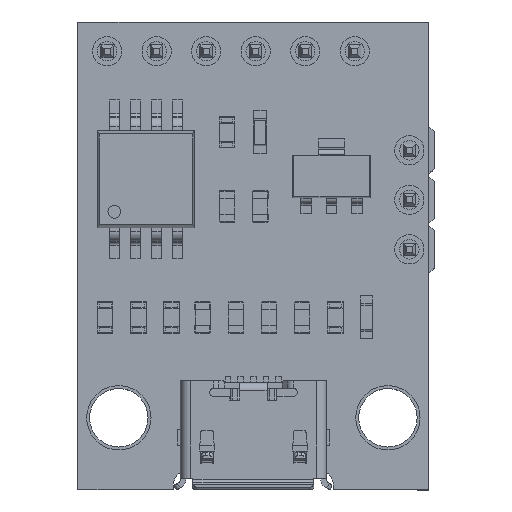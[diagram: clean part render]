
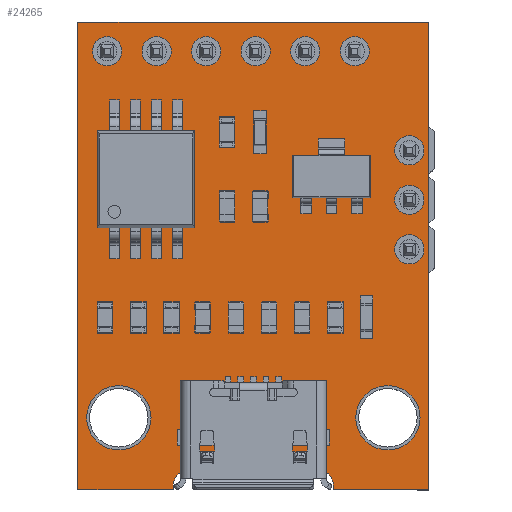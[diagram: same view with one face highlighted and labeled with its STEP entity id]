
A CAD part, top view. The second image highlights one B-rep face of the part: STEP entity #24265.
In plain terms, the highlighted planar face has unit normal (0, 0, 1).
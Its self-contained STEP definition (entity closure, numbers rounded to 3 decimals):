
#557=FACE_BOUND('',#3246,.T.);
#558=FACE_BOUND('',#3247,.T.);
#559=FACE_BOUND('',#3248,.T.);
#560=FACE_BOUND('',#3249,.T.);
#561=FACE_BOUND('',#3250,.T.);
#562=FACE_BOUND('',#3251,.T.);
#563=FACE_BOUND('',#3252,.T.);
#564=FACE_BOUND('',#3253,.T.);
#565=FACE_BOUND('',#3254,.T.);
#566=FACE_BOUND('',#3255,.T.);
#567=FACE_BOUND('',#3256,.T.);
#675=PLANE('',#26126);
#1753=FACE_OUTER_BOUND('',#3245,.T.);
#3245=EDGE_LOOP('',(#17119,#17120,#17121,#17122,#17123,#17124,#17125,#17126,
#17127,#17128));
#3246=EDGE_LOOP('',(#17129));
#3247=EDGE_LOOP('',(#17130));
#3248=EDGE_LOOP('',(#17131));
#3249=EDGE_LOOP('',(#17132));
#3250=EDGE_LOOP('',(#17133));
#3251=EDGE_LOOP('',(#17134));
#3252=EDGE_LOOP('',(#17135));
#3253=EDGE_LOOP('',(#17136));
#3254=EDGE_LOOP('',(#17137));
#3255=EDGE_LOOP('',(#17138));
#3256=EDGE_LOOP('',(#17139));
#4635=LINE('',#35817,#7386);
#4638=LINE('',#35825,#7389);
#4641=LINE('',#35833,#7392);
#4643=LINE('',#35837,#7394);
#4645=LINE('',#35841,#7396);
#4647=LINE('',#35845,#7398);
#4649=LINE('',#35849,#7400);
#4651=LINE('',#35852,#7402);
#7386=VECTOR('',#28739,10.);
#7389=VECTOR('',#28748,10.);
#7392=VECTOR('',#28757,10.);
#7394=VECTOR('',#28761,10.);
#7396=VECTOR('',#28765,10.);
#7398=VECTOR('',#28769,10.);
#7400=VECTOR('',#28773,10.);
#7402=VECTOR('',#28777,10.);
#10142=CIRCLE('',#25996,0.75);
#10177=CIRCLE('',#26055,1.65);
#10180=CIRCLE('',#26060,1.65);
#10183=CIRCLE('',#26065,0.75);
#10186=CIRCLE('',#26070,0.75);
#10189=CIRCLE('',#26075,0.75);
#10192=CIRCLE('',#26080,0.75);
#10195=CIRCLE('',#26085,0.75);
#10198=CIRCLE('',#26090,0.75);
#10201=CIRCLE('',#26095,0.75);
#10204=CIRCLE('',#26100,0.75);
#10207=CIRCLE('',#26116,0.75);
#10208=CIRCLE('',#26119,0.75);
#10852=VERTEX_POINT('',#35582);
#10895=VERTEX_POINT('',#35704);
#10898=VERTEX_POINT('',#35713);
#10901=VERTEX_POINT('',#35722);
#10904=VERTEX_POINT('',#35731);
#10907=VERTEX_POINT('',#35740);
#10910=VERTEX_POINT('',#35749);
#10913=VERTEX_POINT('',#35758);
#10916=VERTEX_POINT('',#35767);
#10919=VERTEX_POINT('',#35776);
#10922=VERTEX_POINT('',#35785);
#10925=VERTEX_POINT('',#35814);
#10926=VERTEX_POINT('',#35816);
#10927=VERTEX_POINT('',#35820);
#10928=VERTEX_POINT('',#35824);
#10929=VERTEX_POINT('',#35828);
#10930=VERTEX_POINT('',#35832);
#10931=VERTEX_POINT('',#35836);
#10932=VERTEX_POINT('',#35840);
#10933=VERTEX_POINT('',#35844);
#10934=VERTEX_POINT('',#35848);
#13199=EDGE_CURVE('',#10852,#10852,#10142,.T.);
#13254=EDGE_CURVE('',#10895,#10895,#10177,.T.);
#13258=EDGE_CURVE('',#10898,#10898,#10180,.T.);
#13262=EDGE_CURVE('',#10901,#10901,#10183,.T.);
#13266=EDGE_CURVE('',#10904,#10904,#10186,.T.);
#13270=EDGE_CURVE('',#10907,#10907,#10189,.T.);
#13274=EDGE_CURVE('',#10910,#10910,#10192,.T.);
#13278=EDGE_CURVE('',#10913,#10913,#10195,.T.);
#13282=EDGE_CURVE('',#10916,#10916,#10198,.T.);
#13286=EDGE_CURVE('',#10919,#10919,#10201,.T.);
#13290=EDGE_CURVE('',#10922,#10922,#10204,.T.);
#13305=EDGE_CURVE('',#10926,#10925,#4635,.T.);
#13307=EDGE_CURVE('',#10927,#10926,#10207,.T.);
#13309=EDGE_CURVE('',#10928,#10927,#4638,.T.);
#13311=EDGE_CURVE('',#10929,#10928,#10208,.T.);
#13313=EDGE_CURVE('',#10930,#10929,#4641,.T.);
#13315=EDGE_CURVE('',#10931,#10930,#4643,.T.);
#13317=EDGE_CURVE('',#10932,#10931,#4645,.T.);
#13319=EDGE_CURVE('',#10933,#10932,#4647,.T.);
#13321=EDGE_CURVE('',#10934,#10933,#4649,.T.);
#13323=EDGE_CURVE('',#10925,#10934,#4651,.T.);
#17119=ORIENTED_EDGE('',*,*,#13323,.T.);
#17120=ORIENTED_EDGE('',*,*,#13321,.T.);
#17121=ORIENTED_EDGE('',*,*,#13319,.T.);
#17122=ORIENTED_EDGE('',*,*,#13317,.T.);
#17123=ORIENTED_EDGE('',*,*,#13315,.T.);
#17124=ORIENTED_EDGE('',*,*,#13313,.T.);
#17125=ORIENTED_EDGE('',*,*,#13311,.T.);
#17126=ORIENTED_EDGE('',*,*,#13309,.T.);
#17127=ORIENTED_EDGE('',*,*,#13307,.T.);
#17128=ORIENTED_EDGE('',*,*,#13305,.T.);
#17129=ORIENTED_EDGE('',*,*,#13199,.T.);
#17130=ORIENTED_EDGE('',*,*,#13254,.T.);
#17131=ORIENTED_EDGE('',*,*,#13258,.T.);
#17132=ORIENTED_EDGE('',*,*,#13262,.T.);
#17133=ORIENTED_EDGE('',*,*,#13266,.T.);
#17134=ORIENTED_EDGE('',*,*,#13270,.T.);
#17135=ORIENTED_EDGE('',*,*,#13274,.T.);
#17136=ORIENTED_EDGE('',*,*,#13278,.T.);
#17137=ORIENTED_EDGE('',*,*,#13282,.T.);
#17138=ORIENTED_EDGE('',*,*,#13286,.T.);
#17139=ORIENTED_EDGE('',*,*,#13290,.T.);
#24265=ADVANCED_FACE('',(#1753,#557,#558,#559,#560,#561,#562,#563,#564,
#565,#566,#567),#675,.T.);
#25996=AXIS2_PLACEMENT_3D('',#35583,#28460,#28461);
#26055=AXIS2_PLACEMENT_3D('',#35705,#28598,#28599);
#26060=AXIS2_PLACEMENT_3D('',#35714,#28609,#28610);
#26065=AXIS2_PLACEMENT_3D('',#35723,#28620,#28621);
#26070=AXIS2_PLACEMENT_3D('',#35732,#28631,#28632);
#26075=AXIS2_PLACEMENT_3D('',#35741,#28642,#28643);
#26080=AXIS2_PLACEMENT_3D('',#35750,#28653,#28654);
#26085=AXIS2_PLACEMENT_3D('',#35759,#28664,#28665);
#26090=AXIS2_PLACEMENT_3D('',#35768,#28675,#28676);
#26095=AXIS2_PLACEMENT_3D('',#35777,#28686,#28687);
#26100=AXIS2_PLACEMENT_3D('',#35786,#28697,#28698);
#26116=AXIS2_PLACEMENT_3D('',#35821,#28743,#28744);
#26119=AXIS2_PLACEMENT_3D('',#35829,#28752,#28753);
#26126=AXIS2_PLACEMENT_3D('',#35853,#28778,#28779);
#28460=DIRECTION('center_axis',(0.,0.,-1.));
#28461=DIRECTION('ref_axis',(1.,0.,0.));
#28598=DIRECTION('center_axis',(0.,0.,-1.));
#28599=DIRECTION('ref_axis',(-1.,0.,0.));
#28609=DIRECTION('center_axis',(0.,0.,-1.));
#28610=DIRECTION('ref_axis',(-1.,0.,0.));
#28620=DIRECTION('center_axis',(0.,0.,-1.));
#28621=DIRECTION('ref_axis',(-1.,0.,0.));
#28631=DIRECTION('center_axis',(0.,0.,-1.));
#28632=DIRECTION('ref_axis',(-1.,0.,0.));
#28642=DIRECTION('center_axis',(0.,0.,-1.));
#28643=DIRECTION('ref_axis',(-1.,0.,0.));
#28653=DIRECTION('center_axis',(0.,0.,-1.));
#28654=DIRECTION('ref_axis',(-1.,0.,0.));
#28664=DIRECTION('center_axis',(0.,0.,-1.));
#28665=DIRECTION('ref_axis',(-1.,0.,0.));
#28675=DIRECTION('center_axis',(0.,0.,-1.));
#28676=DIRECTION('ref_axis',(-1.,0.,0.));
#28686=DIRECTION('center_axis',(0.,0.,-1.));
#28687=DIRECTION('ref_axis',(-1.,0.,0.));
#28697=DIRECTION('center_axis',(0.,0.,-1.));
#28698=DIRECTION('ref_axis',(-1.,0.,0.));
#28739=DIRECTION('',(0.,1.,0.));
#28743=DIRECTION('center_axis',(0.,0.,-1.));
#28744=DIRECTION('ref_axis',(-1.,0.,0.));
#28748=DIRECTION('',(-1.,0.,0.));
#28752=DIRECTION('center_axis',(0.,0.,-1.));
#28753=DIRECTION('ref_axis',(0.,-1.,0.));
#28757=DIRECTION('',(0.,-1.,0.));
#28761=DIRECTION('',(-1.,0.,0.));
#28765=DIRECTION('',(0.,1.,0.));
#28769=DIRECTION('',(1.,0.,0.));
#28773=DIRECTION('',(0.,-1.,0.));
#28777=DIRECTION('',(-1.,0.,0.));
#28778=DIRECTION('center_axis',(0.,0.,1.));
#28779=DIRECTION('ref_axis',(1.,0.,0.));
#35582=CARTESIAN_POINT('',(0.25,6.58,1.3));
#35583=CARTESIAN_POINT('Origin',(1.,6.58,1.3));
#35704=CARTESIAN_POINT('',(3.75,20.3,1.3));
#35705=CARTESIAN_POINT('Origin',(2.1,20.3,1.3));
#35713=CARTESIAN_POINT('',(17.55,20.3,1.3));
#35714=CARTESIAN_POINT('Origin',(15.9,20.3,1.3));
#35722=CARTESIAN_POINT('',(1.75,9.12,1.3));
#35723=CARTESIAN_POINT('Origin',(1.,9.12,1.3));
#35731=CARTESIAN_POINT('',(4.55,1.5,1.3));
#35732=CARTESIAN_POINT('Origin',(3.8,1.5,1.3));
#35740=CARTESIAN_POINT('',(9.63,1.5,1.3));
#35741=CARTESIAN_POINT('Origin',(8.88,1.5,1.3));
#35749=CARTESIAN_POINT('',(14.71,1.5,1.3));
#35750=CARTESIAN_POINT('Origin',(13.96,1.5,1.3));
#35758=CARTESIAN_POINT('',(1.75,11.66,1.3));
#35759=CARTESIAN_POINT('Origin',(1.,11.66,1.3));
#35767=CARTESIAN_POINT('',(7.09,1.5,1.3));
#35768=CARTESIAN_POINT('Origin',(6.34,1.5,1.3));
#35776=CARTESIAN_POINT('',(12.17,1.5,1.3));
#35777=CARTESIAN_POINT('Origin',(11.42,1.5,1.3));
#35785=CARTESIAN_POINT('',(17.25,1.5,1.3));
#35786=CARTESIAN_POINT('Origin',(16.5,1.5,1.3));
#35814=CARTESIAN_POINT('',(4.9,24.,1.3));
#35816=CARTESIAN_POINT('',(4.9,23.75,1.3));
#35817=CARTESIAN_POINT('',(4.9,24.,1.3));
#35820=CARTESIAN_POINT('',(5.65,23.,1.3));
#35821=CARTESIAN_POINT('Origin',(5.65,23.75,1.3));
#35824=CARTESIAN_POINT('',(12.35,23.,1.3));
#35825=CARTESIAN_POINT('',(5.65,23.,1.3));
#35828=CARTESIAN_POINT('',(13.1,23.75,1.3));
#35829=CARTESIAN_POINT('Origin',(12.35,23.75,1.3));
#35832=CARTESIAN_POINT('',(13.1,24.,1.3));
#35833=CARTESIAN_POINT('',(13.1,23.75,1.3));
#35836=CARTESIAN_POINT('',(18.,24.,1.3));
#35837=CARTESIAN_POINT('',(18.,24.,1.3));
#35840=CARTESIAN_POINT('',(18.,0.,1.3));
#35841=CARTESIAN_POINT('',(18.,0.,1.3));
#35844=CARTESIAN_POINT('',(0.,0.,1.3));
#35845=CARTESIAN_POINT('',(0.,0.,1.3));
#35848=CARTESIAN_POINT('',(0.,24.,1.3));
#35849=CARTESIAN_POINT('',(0.,24.,1.3));
#35852=CARTESIAN_POINT('',(18.,24.,1.3));
#35853=CARTESIAN_POINT('Origin',(9.,12.,1.3));
